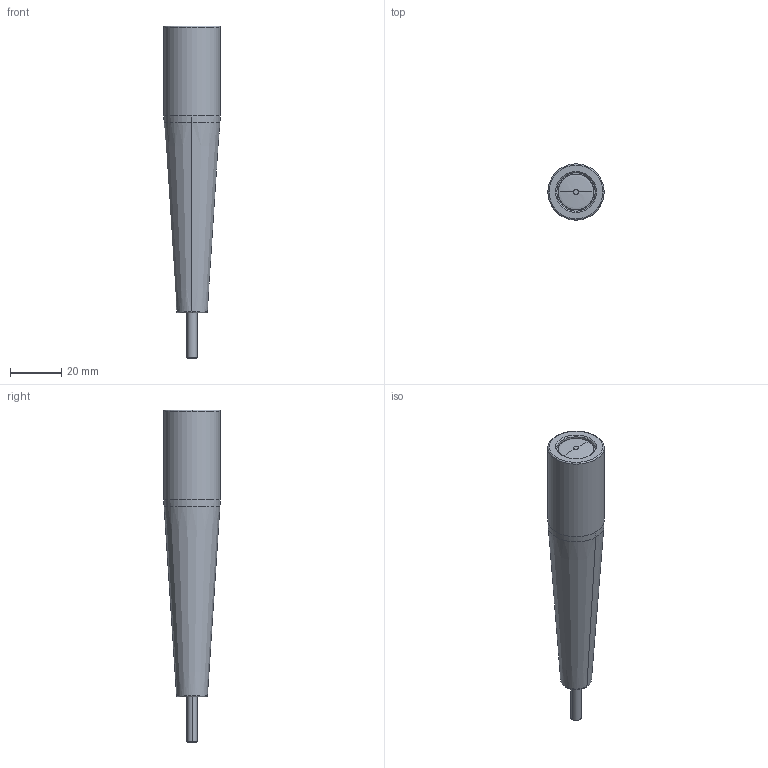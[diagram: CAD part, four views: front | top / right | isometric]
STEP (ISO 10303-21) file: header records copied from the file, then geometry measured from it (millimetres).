
FILE_DESCRIPTION(/* description */ (''),/* implementation_level */ '2;1');
FILE_NAME(/* name */ 'TL-DZ-20200521_stp_stp.stp',/* time_stamp */ '2024-04-02T18:59:25+08:00',/* author */ (''),/* organization */ (''),/* preprocessor_version */ 'ST-DEVELOPER v18.1',/* originating_system */ 'SIEMENS PLM Software NX 1980',/* authorisation */ '');
FILE_SCHEMA (('AUTOMOTIVE_DESIGN { 1 0 10303 214 3 1 1 1 }'));
Length unit declared in the file: millimetre
Products named in the file (1): 131834A09DBDatu8
Bounding box: 22 x 22 x 129.8 mm (x, y, z)
Volume: 20738.7 mm3; surface area: 11410.1 mm2
Topology: 1 solids, 3 shells, 75 faces, 171 edges, 107 vertices
Faces by surface type: plane 27, cylinder 23, cone 13, torus 8, revolution 4
Full cylindrical faces by diameter (mm): 22 x1
Entity records: 2362 total; most frequent: CARTESIAN_POINT 514, DIRECTION 414, ORIENTED_EDGE 356, EDGE_CURVE 178, AXIS2_PLACEMENT_3D 170, VERTEX_POINT 118, CIRCLE 98, EDGE_LOOP 84
